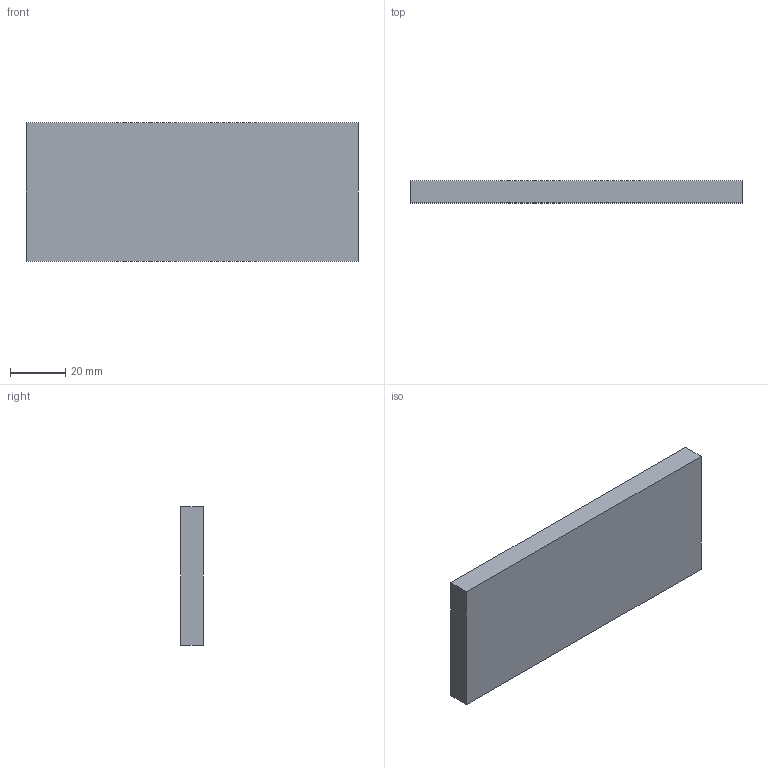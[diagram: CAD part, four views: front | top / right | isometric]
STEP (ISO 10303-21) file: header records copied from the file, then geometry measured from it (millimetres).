
FILE_DESCRIPTION(('FreeCAD Model'),'2;1');
FILE_NAME('Flat Bar 120x8 EN10058 S235JR.step', '2015-12-07T20:27:54',('Author'),(''), 'Open CASCADE STEP processor 6.8','FreeCAD','Unknown');
FILE_SCHEMA(('AUTOMOTIVE_DESIGN_CC2 { 1 2 10303 214 -1 1 5 4 }'));
Length unit declared in the file: millimetre
Products named in the file (1): Flat_Bar_120x8_EN10058_S235JR
Bounding box: 120 x 8 x 50 mm (x, y, z)
Volume: 48000 mm3; surface area: 14720 mm2
Topology: 1 solids, 1 shells, 6 faces, 12 edges, 8 vertices
Faces by surface type: plane 6
Entity records: 333 total; most frequent: CARTESIAN_POINT 51, DIRECTION 50, LINE 36, VECTOR 36, ORIENTED_EDGE 24, PCURVE 24, DEFINITIONAL_REPRESENTATION 24, EDGE_CURVE 12
